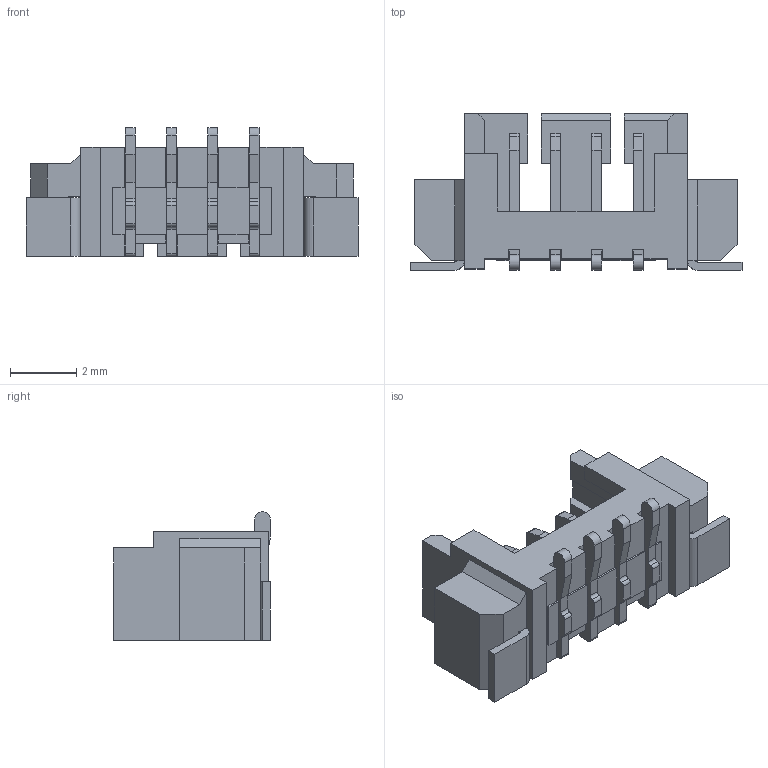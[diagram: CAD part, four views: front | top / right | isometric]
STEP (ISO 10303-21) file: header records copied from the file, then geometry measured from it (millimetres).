
FILE_DESCRIPTION (( 'STEP AP214' ), '1' );
FILE_NAME ('FWF12505-S04S24W5M-REF.STEP', '2026-03-03T02:21:21', ( '' ), ( '' ), 'SwSTEP 2.0', 'SolidWorks 2021', '' );
FILE_SCHEMA (( 'AUTOMOTIVE_DESIGN' ));
Length unit declared in the file: millimetre
Products named in the file (1): FWF12505-S04S24W5M-REF
Bounding box: 10.05 x 4.74 x 3.9 mm (x, y, z)
Volume: 71.8 mm3; surface area: 246.5 mm2
Topology: 1 solids, 1 shells, 262 faces, 767 edges, 507 vertices
Faces by surface type: plane 210, cylinder 52
Entity records: 8641 total; most frequent: CARTESIAN_POINT 1537, ORIENTED_EDGE 1534, DIRECTION 1397, EDGE_CURVE 767, VECTOR 663, LINE 663, VERTEX_POINT 507, AXIS2_PLACEMENT_3D 367
